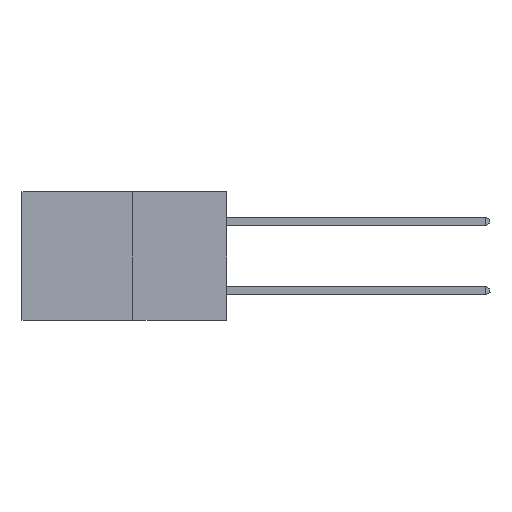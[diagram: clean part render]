
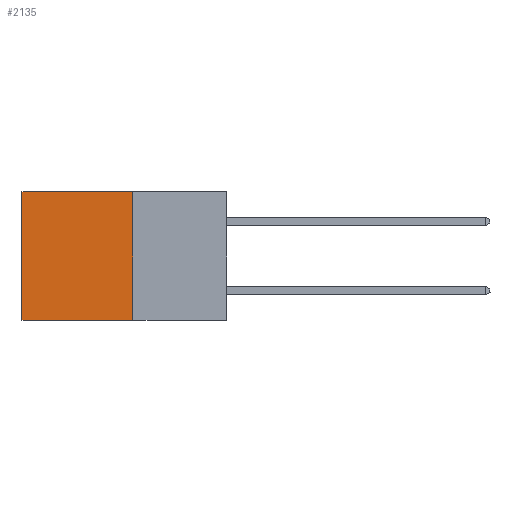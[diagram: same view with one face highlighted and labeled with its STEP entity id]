
A CAD part, left-side view. The second image highlights one B-rep face of the part: STEP entity #2135.
In plain terms, the highlighted planar face has unit normal (-1, 0, 0).
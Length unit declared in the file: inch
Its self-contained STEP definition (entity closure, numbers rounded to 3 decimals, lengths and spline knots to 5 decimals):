
#1445 = AXIS2_PLACEMENT_3D ( 'NONE', #8030, #4545, #4559 ) ;
#1523 = CARTESIAN_POINT ( 'NONE',  ( 0.277, 0.27, -0.37 ) ) ;
#2135 = ADVANCED_FACE ( 'NONE', ( #2756 ), #3170, .F. ) ;
#2329 = VERTEX_POINT ( 'NONE', #7002 ) ;
#2358 = DIRECTION ( 'NONE',  ( 0., 0., -1. ) ) ;
#2756 = FACE_OUTER_BOUND ( 'NONE', #5296, .T. ) ;
#3170 = PLANE ( 'NONE',  #1445 ) ;
#3772 = CARTESIAN_POINT ( 'NONE',  ( 0.277, 0.27, 0. ) ) ;
#3885 = VERTEX_POINT ( 'NONE', #9416 ) ;
#3982 = LINE ( 'NONE', #7280, #6072 ) ;
#4173 = EDGE_CURVE ( 'NONE', #6599, #3885, #9734, .T. ) ;
#4506 = CARTESIAN_POINT ( 'NONE',  ( 0.277, 0.59, -0.37 ) ) ;
#4545 = DIRECTION ( 'NONE',  ( 1., 0., 0. ) ) ;
#4559 = DIRECTION ( 'NONE',  ( 0., 0., -1. ) ) ;
#4642 = EDGE_CURVE ( 'NONE', #2329, #3885, #3982, .T. ) ;
#4787 = DIRECTION ( 'NONE',  ( 0., 1., 0. ) ) ;
#5296 = EDGE_LOOP ( 'NONE', ( #8216, #7809, #8992, #8307 ) ) ;
#5951 = EDGE_CURVE ( 'NONE', #9794, #6599, #6063, .T. ) ;
#6063 = LINE ( 'NONE', #3772, #8926 ) ;
#6072 = VECTOR ( 'NONE', #6421, 39.37008 ) ;
#6232 = EDGE_CURVE ( 'NONE', #9794, #2329, #8166, .T. ) ;
#6421 = DIRECTION ( 'NONE',  ( 0., 1., 0. ) ) ;
#6599 = VERTEX_POINT ( 'NONE', #7622 ) ;
#7002 = CARTESIAN_POINT ( 'NONE',  ( 0.277, 0.27, -0.37 ) ) ;
#7280 = CARTESIAN_POINT ( 'NONE',  ( 0.277, 0.27, -0.37 ) ) ;
#7500 = VECTOR ( 'NONE', #2358, 39.37008 ) ;
#7622 = CARTESIAN_POINT ( 'NONE',  ( 0.277, 0.59, 0. ) ) ;
#7809 = ORIENTED_EDGE ( 'NONE', *, *, #4642, .F. ) ;
#7981 = VECTOR ( 'NONE', #9456, 39.37008 ) ;
#8030 = CARTESIAN_POINT ( 'NONE',  ( 0.277, 0.27, -0.37 ) ) ;
#8166 = LINE ( 'NONE', #1523, #7500 ) ;
#8216 = ORIENTED_EDGE ( 'NONE', *, *, #4173, .T. ) ;
#8307 = ORIENTED_EDGE ( 'NONE', *, *, #5951, .T. ) ;
#8926 = VECTOR ( 'NONE', #4787, 39.37008 ) ;
#8992 = ORIENTED_EDGE ( 'NONE', *, *, #6232, .F. ) ;
#9103 = CARTESIAN_POINT ( 'NONE',  ( 0.277, 0.27, 0. ) ) ;
#9416 = CARTESIAN_POINT ( 'NONE',  ( 0.277, 0.59, -0.37 ) ) ;
#9456 = DIRECTION ( 'NONE',  ( 0., 0., -1. ) ) ;
#9734 = LINE ( 'NONE', #4506, #7981 ) ;
#9794 = VERTEX_POINT ( 'NONE', #9103 ) ;
